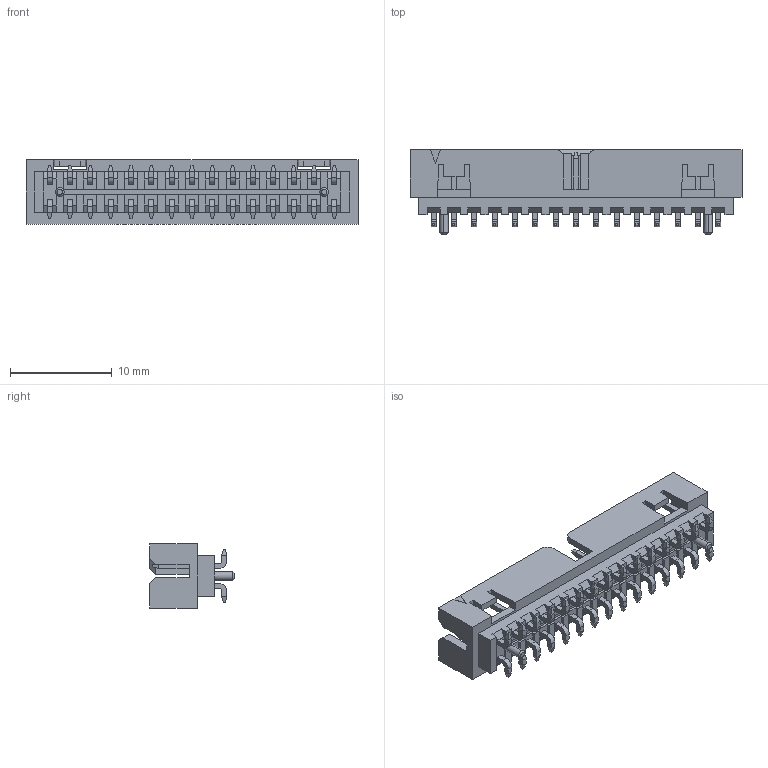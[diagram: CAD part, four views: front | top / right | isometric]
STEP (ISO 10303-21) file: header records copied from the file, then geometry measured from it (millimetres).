
FILE_DESCRIPTION((''),'2;1');
FILE_NAME('878323020','2014-01-13T',('me'),(''),'PRO/ENGINEER BY PARAMETRIC TECHNOLOGY CORPORATION, 2011490','PRO/ENGINEER BY PARAMETRIC TECHNOLOGY CORPORATION, 2011490','');
FILE_SCHEMA(('CONFIG_CONTROL_DESIGN'));
Length unit declared in the file: millimetre
Products named in the file (1): 878323020
Bounding box: 32.65 x 8.35 x 6.3 mm (x, y, z)
Volume: 565.6 mm3; surface area: 1521.9 mm2
Topology: 1 solids, 1 shells, 913 faces, 2436 edges, 1584 vertices
Faces by surface type: plane 843, cylinder 66, cone 4
Entity records: 27503 total; most frequent: CARTESIAN_POINT 4816, ORIENTED_EDGE 4620, DIRECTION 4410, EDGE_CURVE 2310, VECTOR 2286, LINE 2286, VERTEX_POINT 1456, AXIS2_PLACEMENT_3D 1062
